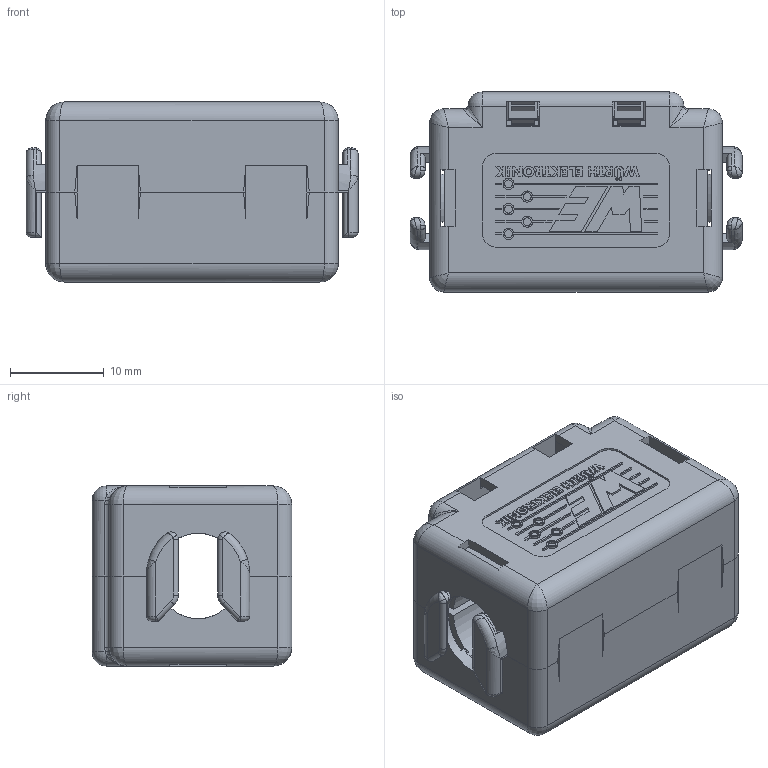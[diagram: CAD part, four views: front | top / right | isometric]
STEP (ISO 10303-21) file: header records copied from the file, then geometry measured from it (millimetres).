
FILE_DESCRIPTION(/* description */ ('Unknown'),/* implementation_level */ '2;1');
FILE_NAME(/* name */ '74271633',/* time_stamp */ '2020-02-14T10:32:10+01:00',/* author */ ('Unknown'),/* organization */ ('Unknown'),/* preprocessor_version */ 'ST-DEVELOPER v16.7',/* originating_system */ 'DEX',/* authorisation */ $);
FILE_SCHEMA (('AUTOMOTIVE_DESIGN {1 0 10303 214 3 1 1}'));
Products named in the file (6): 74271633; Gehäuse_1; Ferrit; Gehäuse_2
Assembly tree (6 placements, depth 3):
  74271633
    Gehäuse_1
      Gehäuse_1
      Ferrit
    Gehäuse_2
      Gehäuse_2
      Ferrit
Bounding box: 35.4 x 21.3 x 19.2 mm (x, y, z)
Volume: 8614.2 mm3; surface area: 9972.8 mm2
Topology: 4 solids, 4 shells, 1661 faces, 4583 edges, 2967 vertices
Faces by surface type: plane 957, cylinder 465, bspline 175, torus 34, cone 24, sphere 6
Full cylindrical faces by diameter (mm): 1.5 x1, 1.6 x1, 2.1 x1, 4 x1
Entity records: 56713 total; most frequent: CARTESIAN_POINT 15352, ORIENTED_EDGE 9040, DIRECTION 7965, EDGE_CURVE 4520, VERTEX_POINT 2954, LINE 2905, VECTOR 2905, AXIS2_PLACEMENT_3D 2530
